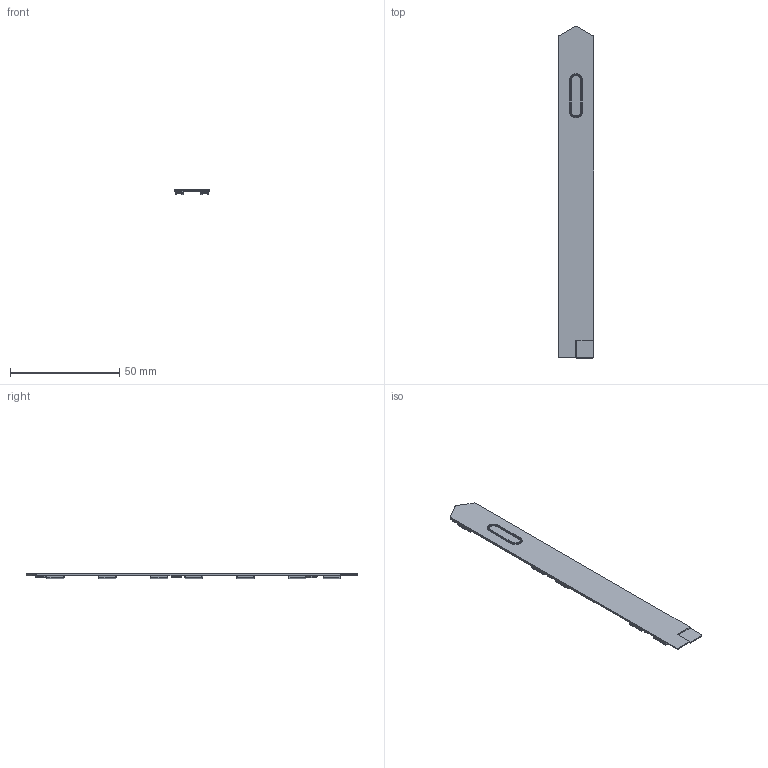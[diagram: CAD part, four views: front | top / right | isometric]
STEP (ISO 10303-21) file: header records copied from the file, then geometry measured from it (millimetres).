
FILE_DESCRIPTION (( 'STEP AP214' ), '1' );
FILE_NAME ('pt1-railcover-b.STEP', '2020-04-24T18:40:53', ( '' ), ( '' ), 'SwSTEP 2.0', 'SolidWorks 2016', '' );
FILE_SCHEMA (( 'AUTOMOTIVE_DESIGN' ));
Length unit declared in the file: millimetre
Products named in the file (1): pt1-railcover-b
Bounding box: 16.05 x 152.19 x 2.75 mm (x, y, z)
Volume: 2511.8 mm3; surface area: 5617.6 mm2
Topology: 1 solids, 1 shells, 529 faces, 1256 edges, 750 vertices
Faces by surface type: plane 206, cylinder 147, cone 107, torus 66, bspline 3
Entity records: 15317 total; most frequent: DIRECTION 2825, CARTESIAN_POINT 2766, ORIENTED_EDGE 2512, EDGE_CURVE 1256, AXIS2_PLACEMENT_3D 1068, VERTEX_POINT 750, VECTOR 689, LINE 689
